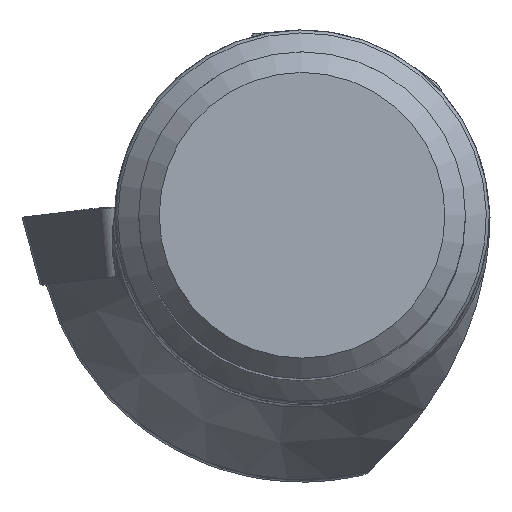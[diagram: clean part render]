
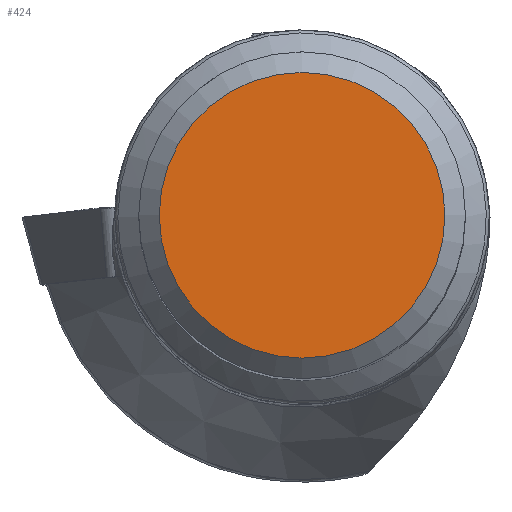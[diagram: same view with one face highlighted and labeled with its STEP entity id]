
A CAD part, top view. The second image highlights one B-rep face of the part: STEP entity #424.
In plain terms, the highlighted planar face has unit normal (0, 0, 1).
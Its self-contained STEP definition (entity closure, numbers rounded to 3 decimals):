
#338=FACE_OUTER_BOUND('',#658,.T.);
#424=ADVANCED_FACE('',(#338),#513,.F.);
#513=PLANE('',#1914);
#564=CIRCLE('',#1913,6.935);
#658=EDGE_LOOP('',(#866));
#866=ORIENTED_EDGE('',*,*,#1495,.F.);
#1309=VERTEX_POINT('',#2827);
#1495=EDGE_CURVE('',#1309,#1309,#564,.T.);
#1913=AXIS2_PLACEMENT_3D('',#2826,#2144,#2145);
#1914=AXIS2_PLACEMENT_3D('',#2828,#2146,#2147);
#2144=DIRECTION('',(0.,0.,-1.));
#2145=DIRECTION('',(-1.,0.,0.));
#2146=DIRECTION('',(0.,0.,-1.));
#2147=DIRECTION('',(-1.,0.,0.));
#2826=CARTESIAN_POINT('',(0.,0.,0.));
#2827=CARTESIAN_POINT('',(-6.935,0.,0.));
#2828=CARTESIAN_POINT('',(0.,0.,0.));
